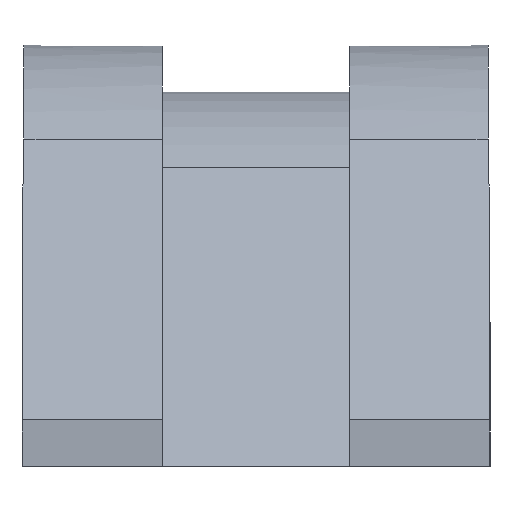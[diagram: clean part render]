
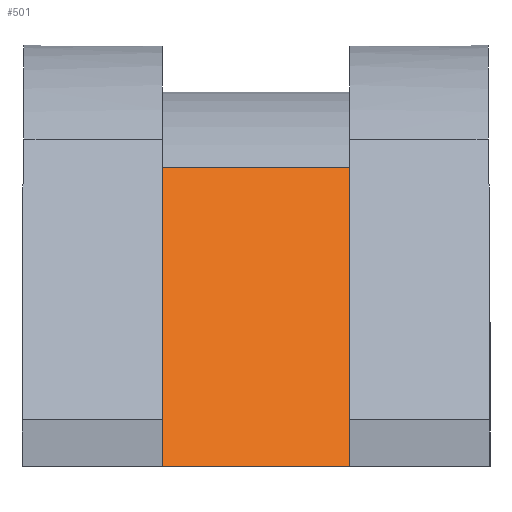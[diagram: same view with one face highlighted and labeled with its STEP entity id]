
A CAD part, left-side view. The second image highlights one B-rep face of the part: STEP entity #501.
In plain terms, the highlighted planar face has unit normal (-0.8, 0, 0.6).
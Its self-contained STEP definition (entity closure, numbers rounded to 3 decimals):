
#29 = VERTEX_POINT ( 'NONE', #696 ) ;
#31 = EDGE_CURVE ( 'NONE', #62, #29, #690, .T. ) ;
#62 = VERTEX_POINT ( 'NONE', #748 ) ;
#317 = EDGE_CURVE ( 'NONE', #330, #327, #922, .T. ) ;
#327 = VERTEX_POINT ( 'NONE', #890 ) ;
#330 = VERTEX_POINT ( 'NONE', #802 ) ;
#488 = EDGE_CURVE ( 'NONE', #29, #327, #875, .T. ) ;
#489 = ORIENTED_EDGE ( 'NONE', *, *, #488, .T. ) ;
#492 = EDGE_LOOP ( 'NONE', ( #489, #493, #498, #506 ) ) ;
#493 = ORIENTED_EDGE ( 'NONE', *, *, #317, .F. ) ;
#498 = ORIENTED_EDGE ( 'NONE', *, *, #502, .F. ) ;
#501 = ADVANCED_FACE ( 'NONE', ( #935 ), #938, .F. ) ;
#502 = EDGE_CURVE ( 'NONE', #62, #330, #934, .T. ) ;
#506 = ORIENTED_EDGE ( 'NONE', *, *, #31, .T. ) ;
#674 = DIRECTION ( 'NONE',  ( 0., 1., 0. ) ) ;
#675 = VECTOR ( 'NONE', #674, 1000. ) ;
#689 = CARTESIAN_POINT ( 'NONE',  ( -3.2, -2., 2.4 ) ) ;
#690 = LINE ( 'NONE', #689, #675 ) ;
#696 = CARTESIAN_POINT ( 'NONE',  ( -3.2, 2., 2.4 ) ) ;
#748 = CARTESIAN_POINT ( 'NONE',  ( -3.2, -2., 2.4 ) ) ;
#802 = CARTESIAN_POINT ( 'NONE',  ( -8., -2., -4. ) ) ;
#817 = DIRECTION ( 'NONE',  ( -0.6, 0., -0.8 ) ) ;
#818 = VECTOR ( 'NONE', #817, 1000. ) ;
#821 = CARTESIAN_POINT ( 'NONE',  ( -8., 2., -4. ) ) ;
#875 = LINE ( 'NONE', #821, #818 ) ;
#890 = CARTESIAN_POINT ( 'NONE',  ( -8., 2., -4. ) ) ;
#919 = DIRECTION ( 'NONE',  ( 0., 1., 0. ) ) ;
#920 = VECTOR ( 'NONE', #919, 1000. ) ;
#921 = CARTESIAN_POINT ( 'NONE',  ( -8., -2., -4. ) ) ;
#922 = LINE ( 'NONE', #921, #920 ) ;
#928 = DIRECTION ( 'NONE',  ( -0.6, 0., -0.8 ) ) ;
#929 = VECTOR ( 'NONE', #928, 1000. ) ;
#930 = CARTESIAN_POINT ( 'NONE',  ( -7.7, -2., -3.6 ) ) ;
#931 = DIRECTION ( 'NONE',  ( -0.6, 0., -0.8 ) ) ;
#932 = DIRECTION ( 'NONE',  ( 0.8, 0., -0.6 ) ) ;
#934 = LINE ( 'NONE', #930, #929 ) ;
#935 = FACE_OUTER_BOUND ( 'NONE', #492, .T. ) ;
#936 = CARTESIAN_POINT ( 'NONE',  ( -8., -2., -4. ) ) ;
#937 = AXIS2_PLACEMENT_3D ( 'NONE', #936, #932, #931 ) ;
#938 = PLANE ( 'NONE',  #937 ) ;
